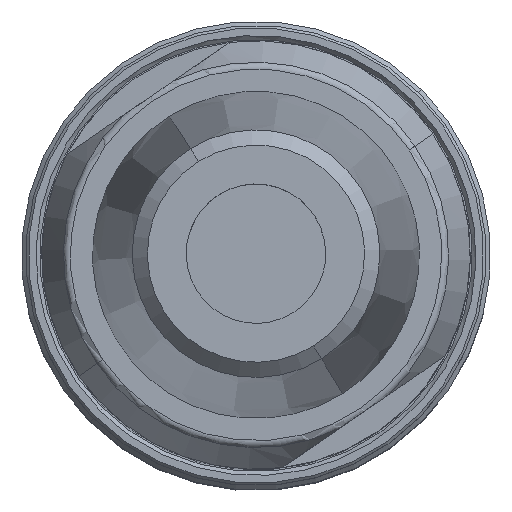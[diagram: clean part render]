
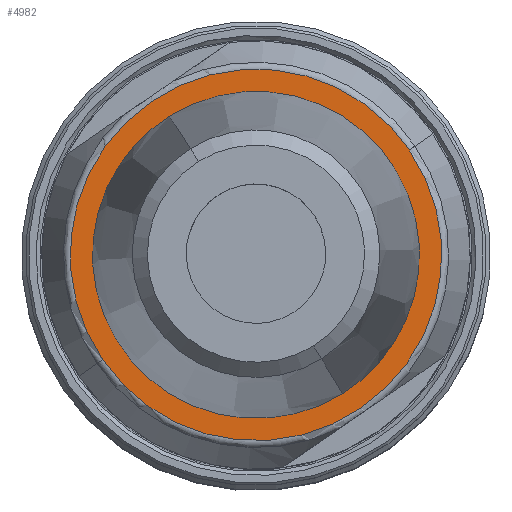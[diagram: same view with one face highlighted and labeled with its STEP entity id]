
A CAD part, top view. The second image highlights one B-rep face of the part: STEP entity #4982.
In plain terms, the highlighted planar face has unit normal (0, 0, 1).
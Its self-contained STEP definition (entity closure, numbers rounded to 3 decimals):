
#4684=AXIS2_PLACEMENT_3D('Circle Axis2P3D',#4682,#4683,$) ;
#4884=AXIS2_PLACEMENT_3D('Circle Axis2P3D',#4882,#4883,$) ;
#4916=AXIS2_PLACEMENT_3D('Plane Axis2P3D',#4913,#4914,#4915) ;
#4640=CARTESIAN_POINT('Vertex',(15.296,13.388,44.)) ;
#4679=CARTESIAN_POINT('Vertex',(3.204,5.112,44.)) ;
#4682=CARTESIAN_POINT('Axis2P3D Location',(9.25,9.25,44.)) ;
#4882=CARTESIAN_POINT('Axis2P3D Location',(9.25,9.25,44.)) ;
#4913=CARTESIAN_POINT('Axis2P3D Location',(9.25,9.25,44.)) ;
#4923=CARTESIAN_POINT('Control Point',(5.841,14.726,44.)) ;
#4924=CARTESIAN_POINT('Control Point',(6.369,15.054,44.)) ;
#4925=CARTESIAN_POINT('Control Point',(6.937,15.32,44.)) ;
#4926=CARTESIAN_POINT('Control Point',(7.534,15.515,44.)) ;
#4927=CARTESIAN_POINT('Control Point',(8.764,15.757,44.)) ;
#4928=CARTESIAN_POINT('Control Point',(10.016,15.7,44.)) ;
#4929=CARTESIAN_POINT('Control Point',(10.635,15.596,44.)) ;
#4930=CARTESIAN_POINT('Control Point',(11.837,15.24,44.)) ;
#4931=CARTESIAN_POINT('Control Point',(12.92,14.609,44.)) ;
#4932=CARTESIAN_POINT('Control Point',(13.42,14.23,44.)) ;
#4933=CARTESIAN_POINT('Control Point',(14.32,13.357,44.)) ;
#4934=CARTESIAN_POINT('Control Point',(14.987,12.296,44.)) ;
#4935=CARTESIAN_POINT('Control Point',(15.254,11.728,44.)) ;
#4936=CARTESIAN_POINT('Control Point',(15.647,10.538,44.)) ;
#4937=CARTESIAN_POINT('Control Point',(15.745,9.288,44.)) ;
#4938=CARTESIAN_POINT('Control Point',(15.718,8.661,44.)) ;
#4939=CARTESIAN_POINT('Control Point',(15.514,7.424,44.)) ;
#4940=CARTESIAN_POINT('Control Point',(15.022,6.272,44.)) ;
#4941=CARTESIAN_POINT('Control Point',(14.707,5.728,44.)) ;
#4942=CARTESIAN_POINT('Control Point',(14.136,4.97,44.)) ;
#4943=CARTESIAN_POINT('Control Point',(13.441,4.332,44.)) ;
#4944=CARTESIAN_POINT('Control Point',(13.192,4.13,44.)) ;
#4945=CARTESIAN_POINT('Control Point',(12.93,3.943,44.)) ;
#4946=CARTESIAN_POINT('Control Point',(12.659,3.774,44.)) ;
#4947=CARTESIAN_POINT('Vertex',(5.841,14.726,44.)) ;
#4949=CARTESIAN_POINT('Vertex',(12.659,3.774,44.)) ;
#4953=CARTESIAN_POINT('Control Point',(12.659,3.774,44.)) ;
#4954=CARTESIAN_POINT('Control Point',(12.131,3.446,44.)) ;
#4955=CARTESIAN_POINT('Control Point',(11.563,3.18,44.)) ;
#4956=CARTESIAN_POINT('Control Point',(10.966,2.985,44.)) ;
#4957=CARTESIAN_POINT('Control Point',(9.736,2.743,44.)) ;
#4958=CARTESIAN_POINT('Control Point',(8.484,2.8,44.)) ;
#4959=CARTESIAN_POINT('Control Point',(7.865,2.904,44.)) ;
#4960=CARTESIAN_POINT('Control Point',(6.663,3.26,44.)) ;
#4961=CARTESIAN_POINT('Control Point',(5.58,3.891,44.)) ;
#4962=CARTESIAN_POINT('Control Point',(5.08,4.27,44.)) ;
#4963=CARTESIAN_POINT('Control Point',(4.18,5.143,44.)) ;
#4964=CARTESIAN_POINT('Control Point',(3.513,6.204,44.)) ;
#4965=CARTESIAN_POINT('Control Point',(3.246,6.772,44.)) ;
#4966=CARTESIAN_POINT('Control Point',(2.853,7.962,44.)) ;
#4967=CARTESIAN_POINT('Control Point',(2.755,9.212,44.)) ;
#4968=CARTESIAN_POINT('Control Point',(2.782,9.839,44.)) ;
#4969=CARTESIAN_POINT('Control Point',(2.986,11.076,44.)) ;
#4970=CARTESIAN_POINT('Control Point',(3.478,12.228,44.)) ;
#4971=CARTESIAN_POINT('Control Point',(3.793,12.772,44.)) ;
#4972=CARTESIAN_POINT('Control Point',(4.364,13.53,44.)) ;
#4973=CARTESIAN_POINT('Control Point',(5.059,14.168,44.)) ;
#4974=CARTESIAN_POINT('Control Point',(5.308,14.37,44.)) ;
#4975=CARTESIAN_POINT('Control Point',(5.57,14.557,44.)) ;
#4976=CARTESIAN_POINT('Control Point',(5.841,14.726,44.)) ;
#4683=DIRECTION('Axis2P3D Direction',(0.,-0.,1.)) ;
#4883=DIRECTION('Axis2P3D Direction',(0.,-0.,1.)) ;
#4914=DIRECTION('Axis2P3D Direction',(0.,-0.,1.)) ;
#4915=DIRECTION('Axis2P3D XDirection',(0.825,0.565,0.)) ;
#4919=ORIENTED_EDGE('',*,*,#4686,.T.) ;
#4920=ORIENTED_EDGE('',*,*,#4886,.T.) ;
#4979=ORIENTED_EDGE('',*,*,#4951,.T.) ;
#4980=ORIENTED_EDGE('',*,*,#4977,.T.) ;
#4981=FACE_BOUND('',#4978,.T.) ;
#4982=ADVANCED_FACE('MANIFOLD_SOLID_BREP #40',(#4921,#4981),#4917,.T.) ;
#4922=B_SPLINE_CURVE_WITH_KNOTS('',5,(#4923,#4924,#4925,#4926,#4927,#4928,#4929,#4930,#4931,#4932,#4933,#4934,#4935,#4936,#4937,#4938,#4939,#4940,#4941,#4942,#4943,#4944,#4945,#4946),.UNSPECIFIED.,.F.,.U.,(6,3,3,3,3,3,3,6),(0.,4.399,8.798,13.196,17.595,21.994,26.393,28.656),.UNSPECIFIED.) ;
#4952=B_SPLINE_CURVE_WITH_KNOTS('',5,(#4953,#4954,#4955,#4956,#4957,#4958,#4959,#4960,#4961,#4962,#4963,#4964,#4965,#4966,#4967,#4968,#4969,#4970,#4971,#4972,#4973,#4974,#4975,#4976),.UNSPECIFIED.,.F.,.U.,(6,3,3,3,3,3,3,6),(0.,4.399,8.798,13.196,17.595,21.994,26.393,28.656),.UNSPECIFIED.) ;
#4685=CIRCLE('generated circle',#4684,7.326) ;
#4885=CIRCLE('generated circle',#4884,7.326) ;
#4686=EDGE_CURVE('',#4641,#4680,#4685,.T.) ;
#4886=EDGE_CURVE('',#4680,#4641,#4885,.T.) ;
#4951=EDGE_CURVE('',#4948,#4950,#4922,.T.) ;
#4977=EDGE_CURVE('',#4950,#4948,#4952,.T.) ;
#4918=EDGE_LOOP('',(#4919,#4920)) ;
#4978=EDGE_LOOP('',(#4979,#4980)) ;
#4921=FACE_OUTER_BOUND('',#4918,.T.) ;
#4917=PLANE('',#4916) ;
#4641=VERTEX_POINT('',#4640) ;
#4680=VERTEX_POINT('',#4679) ;
#4948=VERTEX_POINT('',#4947) ;
#4950=VERTEX_POINT('',#4949) ;
